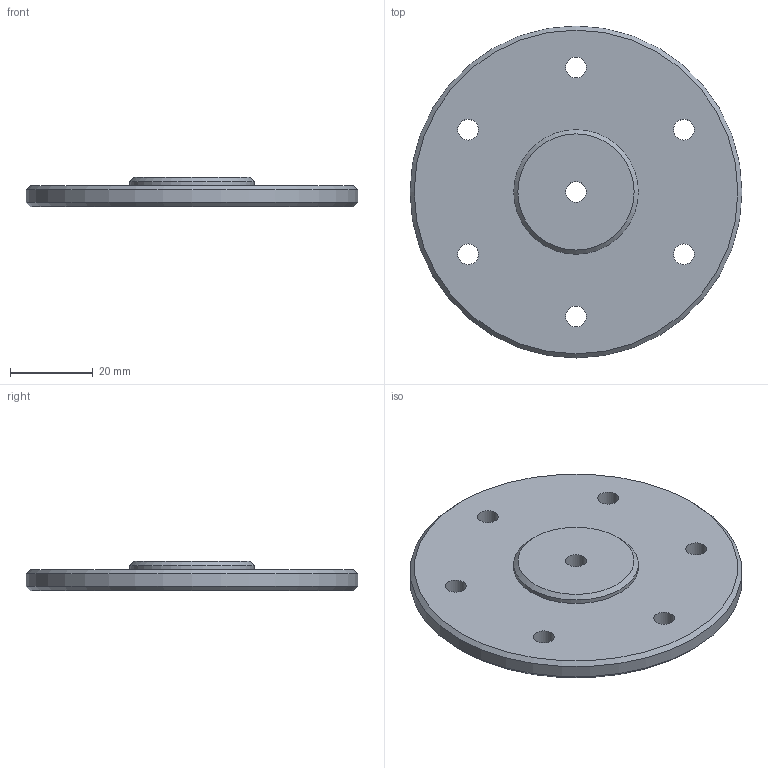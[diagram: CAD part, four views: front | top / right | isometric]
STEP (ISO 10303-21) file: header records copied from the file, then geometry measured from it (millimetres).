
FILE_DESCRIPTION(/* description */ ('','CAx-IF Rec.Pracs.---Representation and Presentation of Product Manufacturing Information (PMI)---4.0---2014-10-13'),/* implementation_level */ '2;1');
FILE_NAME(/* name */ 'Flange v2.step',/* time_stamp */ '2024-12-15T10:08:57+08:00',/* author */ (''),/* organization */ (''),/* preprocessor_version */ 'ST-DEVELOPER v20',/* originating_system */ 'Autodesk Translation Framework v13.20.0.188',/* authorisation */ '');
FILE_SCHEMA (('AP242_MANAGED_MODEL_BASED_3D_ENGINEERING_MIM_LF { 1 0 10303 442 1 1 4 }'));
Length unit declared in the file: millimetre
Products named in the file (2): Flange; Component1
Assembly tree (1 placements, depth 2):
  Flange
    Component1
Bounding box: 80 x 80 x 7 mm (x, y, z)
Volume: 25524.7 mm3; surface area: 11451 mm2
Topology: 1 solids, 1 shells, 15 faces, 33 edges, 21 vertices
Faces by surface type: cylinder 9, cone 3, plane 3
Full cylindrical faces by diameter (mm): 5 x7, 30 x1, 80 x1
Entity records: 505 total; most frequent: DIRECTION 90, CARTESIAN_POINT 72, ORIENTED_EDGE 66, AXIS2_PLACEMENT_3D 39, EDGE_CURVE 33, EDGE_LOOP 30, CIRCLE 21, VERTEX_POINT 21
